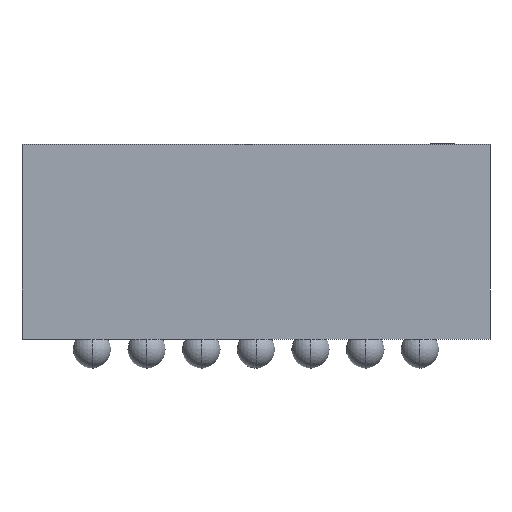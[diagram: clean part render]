
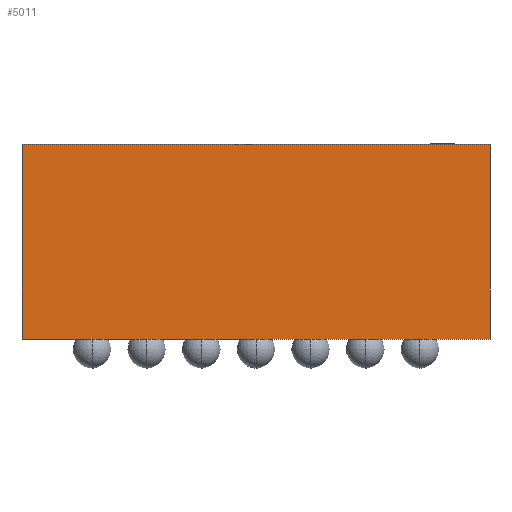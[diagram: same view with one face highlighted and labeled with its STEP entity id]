
A CAD part, left-side view. The second image highlights one B-rep face of the part: STEP entity #5011.
In plain terms, the highlighted planar face has unit normal (-1, 0, 0).
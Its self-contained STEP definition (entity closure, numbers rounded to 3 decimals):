
#225 = CARTESIAN_POINT ( 'NONE',  ( -3.425, -3.425, 0. ) ) ;
#1476 = CARTESIAN_POINT ( 'NONE',  ( -3.425, 3.425, 0. ) ) ;
#1521 = LINE ( 'NONE', #9922, #6790 ) ;
#1806 = CARTESIAN_POINT ( 'NONE',  ( -3.425, -3.425, 2.85 ) ) ;
#1963 = ORIENTED_EDGE ( 'NONE', *, *, #13205, .T. ) ;
#2026 = DIRECTION ( 'NONE',  ( 1., 0., 0. ) ) ;
#3295 = PLANE ( 'NONE',  #16896 ) ;
#3348 = LINE ( 'NONE', #1806, #13868 ) ;
#4354 = CARTESIAN_POINT ( 'NONE',  ( -3.425, 3.425, 2.85 ) ) ;
#5011 = ADVANCED_FACE ( 'NONE', ( #10059 ), #3295, .F. ) ;
#5898 = EDGE_LOOP ( 'NONE', ( #1963, #13093, #8462, #16000 ) ) ;
#5916 = LINE ( 'NONE', #8846, #16475 ) ;
#6073 = DIRECTION ( 'NONE',  ( 0., 0., -1. ) ) ;
#6418 = CARTESIAN_POINT ( 'NONE',  ( -3.425, -3.425, 2.85 ) ) ;
#6740 = VERTEX_POINT ( 'NONE', #1476 ) ;
#6790 = VECTOR ( 'NONE', #8484, 1000. ) ;
#6801 = VERTEX_POINT ( 'NONE', #11571 ) ;
#7360 = VERTEX_POINT ( 'NONE', #6418 ) ;
#8462 = ORIENTED_EDGE ( 'NONE', *, *, #9518, .F. ) ;
#8484 = DIRECTION ( 'NONE',  ( 0., -1., 0. ) ) ;
#8831 = EDGE_CURVE ( 'NONE', #7360, #11206, #3348, .T. ) ;
#8846 = CARTESIAN_POINT ( 'NONE',  ( -3.425, -3.425, 2.85 ) ) ;
#9518 = EDGE_CURVE ( 'NONE', #6801, #7360, #5916, .T. ) ;
#9922 = CARTESIAN_POINT ( 'NONE',  ( -3.425, -3.425, 0. ) ) ;
#10059 = FACE_OUTER_BOUND ( 'NONE', #5898, .T. ) ;
#10109 = LINE ( 'NONE', #4354, #14500 ) ;
#11206 = VERTEX_POINT ( 'NONE', #225 ) ;
#11571 = CARTESIAN_POINT ( 'NONE',  ( -3.425, 3.425, 2.85 ) ) ;
#12135 = EDGE_CURVE ( 'NONE', #6801, #6740, #10109, .T. ) ;
#12571 = DIRECTION ( 'NONE',  ( 0., 0., -1. ) ) ;
#12796 = DIRECTION ( 'NONE',  ( 0., 0., -1. ) ) ;
#12893 = DIRECTION ( 'NONE',  ( 0., -1., 0. ) ) ;
#13093 = ORIENTED_EDGE ( 'NONE', *, *, #8831, .F. ) ;
#13205 = EDGE_CURVE ( 'NONE', #6740, #11206, #1521, .T. ) ;
#13868 = VECTOR ( 'NONE', #12796, 1000. ) ;
#14500 = VECTOR ( 'NONE', #6073, 1000. ) ;
#16000 = ORIENTED_EDGE ( 'NONE', *, *, #12135, .T. ) ;
#16475 = VECTOR ( 'NONE', #12893, 1000. ) ;
#16896 = AXIS2_PLACEMENT_3D ( 'NONE', #17055, #2026, #12571 ) ;
#17055 = CARTESIAN_POINT ( 'NONE',  ( -3.425, -3.425, 2.85 ) ) ;
